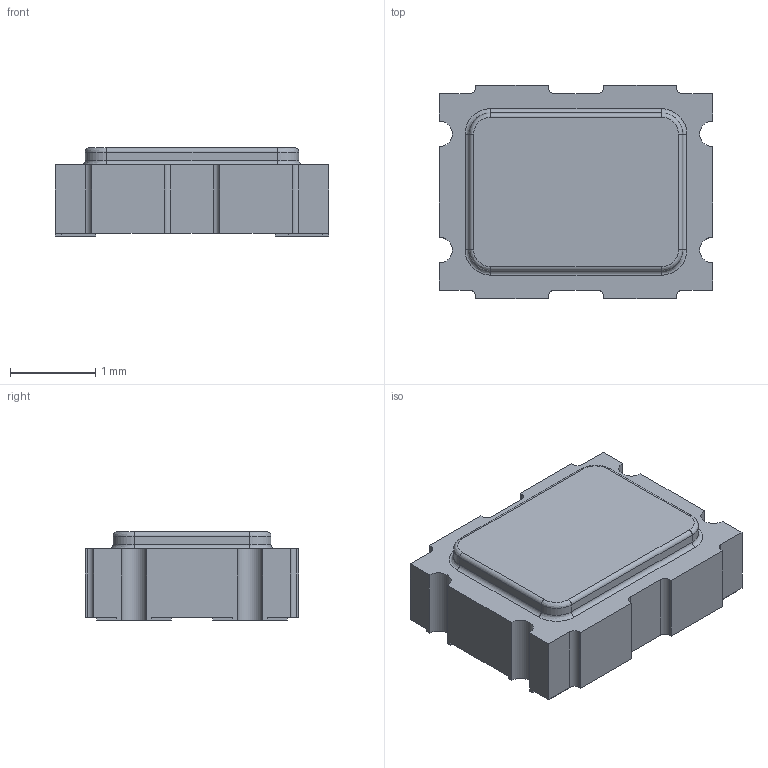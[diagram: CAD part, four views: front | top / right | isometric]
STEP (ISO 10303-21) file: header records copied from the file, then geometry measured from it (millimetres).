
FILE_DESCRIPTION (( 'STEP AP214' ), '1' );
FILE_NAME ('User Library-txc_7q.STEP', '2020-05-10T00:18:52', ( '' ), ( '' ), 'SwSTEP 2.0', 'SolidWorks 2019', '' );
FILE_SCHEMA (( 'AUTOMOTIVE_DESIGN' ));
Length unit declared in the file: millimetre
Products named in the file (1): User Library-txc_7q
Bounding box: 3.2 x 2.5 x 1.03 mm (x, y, z)
Volume: 7 mm3; surface area: 26.6 mm2
Topology: 1 solids, 1 shells, 103 faces, 284 edges, 184 vertices
Faces by surface type: plane 65, cylinder 30, bspline 8
Entity records: 4169 total; most frequent: CARTESIAN_POINT 748, ORIENTED_EDGE 568, DIRECTION 528, EDGE_CURVE 284, VECTOR 216, LINE 216, VERTEX_POINT 184, AXIS2_PLACEMENT_3D 156
